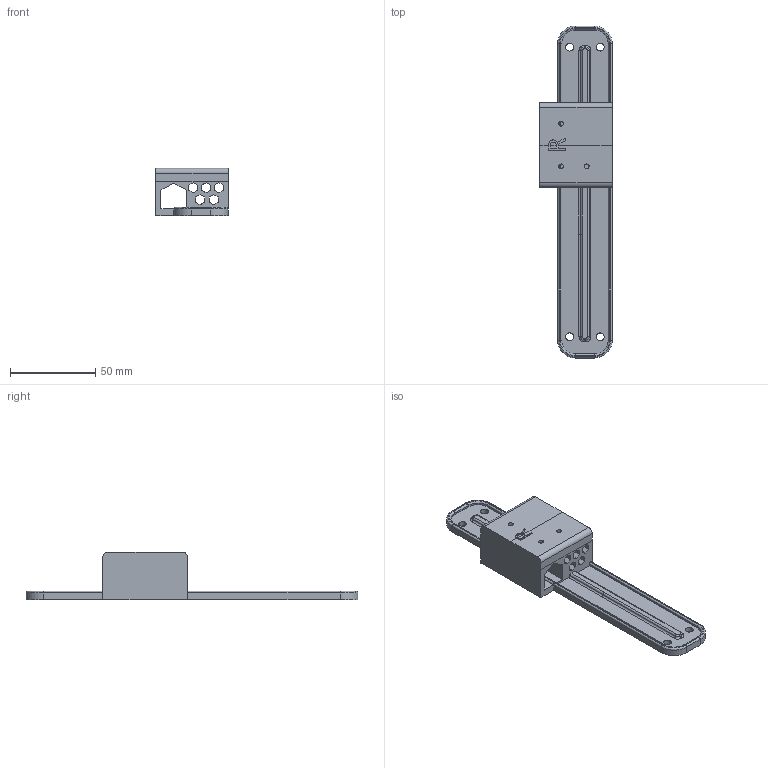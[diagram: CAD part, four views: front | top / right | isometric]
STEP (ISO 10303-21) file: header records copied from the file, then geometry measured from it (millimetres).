
FILE_DESCRIPTION(/* description */ (''),/* implementation_level */ '2;1');
FILE_NAME(/* name */ 'Right Mount.step',/* time_stamp */ '2022-11-06T01:19:38-05:00',/* author */ (''),/* organization */ (''),/* preprocessor_version */ 'ST-DEVELOPER v19.2',/* originating_system */ 'Autodesk Translation Framework v11.17.0.187',/* authorisation */ '');
FILE_SCHEMA (('AUTOMOTIVE_DESIGN { 1 0 10303 214 3 1 1 }'));
Length unit declared in the file: millimetre
Products named in the file (1): Right Mount
Bounding box: 42.5 x 194.8 x 27.85 mm (x, y, z)
Volume: 59069.7 mm3; surface area: 27373.2 mm2
Topology: 1 solids, 1 shells, 170 faces, 474 edges, 304 vertices
Faces by surface type: plane 85, cylinder 48, bspline 37
Full cylindrical faces by diameter (mm): 2.8 x6, 4.6 x4
Entity records: 6097 total; most frequent: CARTESIAN_POINT 1742, ORIENTED_EDGE 948, DIRECTION 817, EDGE_CURVE 474, LINE 307, VECTOR 307, VERTEX_POINT 304, AXIS2_PLACEMENT_3D 255
